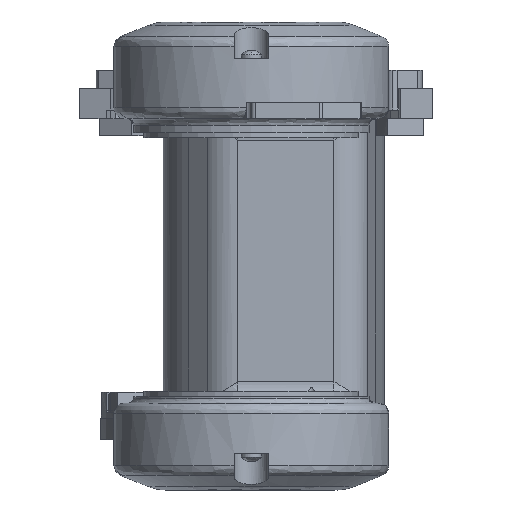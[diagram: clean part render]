
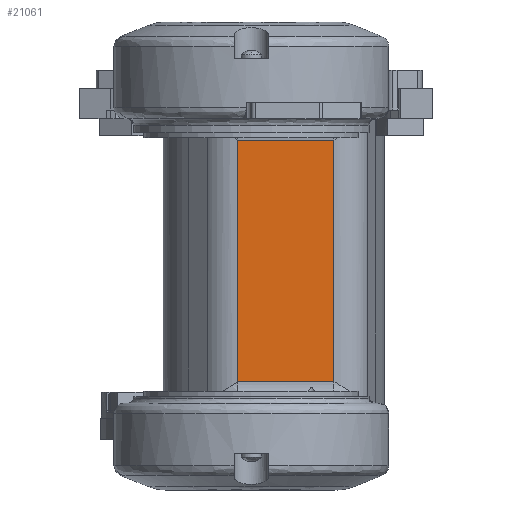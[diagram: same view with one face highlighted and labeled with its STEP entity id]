
A CAD part, left-side view. The second image highlights one B-rep face of the part: STEP entity #21061.
In plain terms, the highlighted planar face has unit normal (-1, 0, 0).
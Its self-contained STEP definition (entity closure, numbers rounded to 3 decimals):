
#213 = ORIENTED_EDGE ( 'NONE', *, *, #11996, .F. ) ;
#1000 = ORIENTED_EDGE ( 'NONE', *, *, #20662, .T. ) ;
#1735 = LINE ( 'NONE', #8942, #27929 ) ;
#3100 = DIRECTION ( 'NONE',  ( 0., 0., 1. ) ) ;
#5000 = DIRECTION ( 'NONE',  ( 1., 0., 0. ) ) ;
#5314 = AXIS2_PLACEMENT_3D ( 'NONE', #7673, #5000, #3100 ) ;
#6576 = VECTOR ( 'NONE', #18416, 1000. ) ;
#6759 = DIRECTION ( 'NONE',  ( 0., -1., 0. ) ) ;
#6863 = ORIENTED_EDGE ( 'NONE', *, *, #24873, .F. ) ;
#7673 = CARTESIAN_POINT ( 'NONE',  ( -247., 6.4, 90. ) ) ;
#8557 = LINE ( 'NONE', #16219, #6576 ) ;
#8688 = DIRECTION ( 'NONE',  ( 0., -1., 0. ) ) ;
#8942 = CARTESIAN_POINT ( 'NONE',  ( -247., 6.4, 54. ) ) ;
#9388 = CARTESIAN_POINT ( 'NONE',  ( -247., -38.5, 90. ) ) ;
#11996 = EDGE_CURVE ( 'NONE', #22144, #24128, #8557, .T. ) ;
#12787 = VECTOR ( 'NONE', #25959, 1000. ) ;
#13753 = ORIENTED_EDGE ( 'NONE', *, *, #20053, .F. ) ;
#14575 = CARTESIAN_POINT ( 'NONE',  ( -247., 6.4, -58.5 ) ) ;
#14988 = FACE_OUTER_BOUND ( 'NONE', #16040, .T. ) ;
#16040 = EDGE_LOOP ( 'NONE', ( #213, #1000, #13753, #6863 ) ) ;
#16219 = CARTESIAN_POINT ( 'NONE',  ( -247., 6.4, 64. ) ) ;
#16406 = LINE ( 'NONE', #9388, #12787 ) ;
#16875 = VERTEX_POINT ( 'NONE', #22799 ) ;
#18416 = DIRECTION ( 'NONE',  ( 0., 0., 1. ) ) ;
#20053 = EDGE_CURVE ( 'NONE', #27730, #16875, #16406, .T. ) ;
#20566 = CARTESIAN_POINT ( 'NONE',  ( -247., -62., -58.5 ) ) ;
#20662 = EDGE_CURVE ( 'NONE', #22144, #16875, #25421, .T. ) ;
#20976 = CARTESIAN_POINT ( 'NONE',  ( -247., 6.4, 54. ) ) ;
#21061 = ADVANCED_FACE ( 'NONE', ( #14988 ), #24555, .F. ) ;
#22144 = VERTEX_POINT ( 'NONE', #14575 ) ;
#22464 = CARTESIAN_POINT ( 'NONE',  ( -247., -38.5, 54. ) ) ;
#22799 = CARTESIAN_POINT ( 'NONE',  ( -247., -38.5, -58.5 ) ) ;
#24128 = VERTEX_POINT ( 'NONE', #20976 ) ;
#24555 = PLANE ( 'NONE',  #5314 ) ;
#24873 = EDGE_CURVE ( 'NONE', #24128, #27730, #1735, .T. ) ;
#25421 = LINE ( 'NONE', #20566, #28294 ) ;
#25959 = DIRECTION ( 'NONE',  ( 0., 0., -1. ) ) ;
#27730 = VERTEX_POINT ( 'NONE', #22464 ) ;
#27929 = VECTOR ( 'NONE', #6759, 1000. ) ;
#28294 = VECTOR ( 'NONE', #8688, 1000. ) ;
